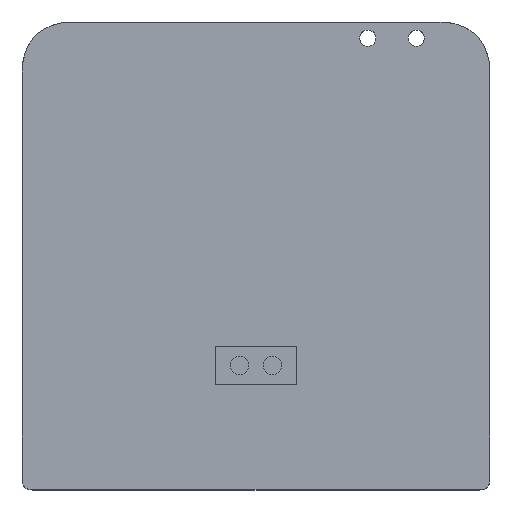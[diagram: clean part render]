
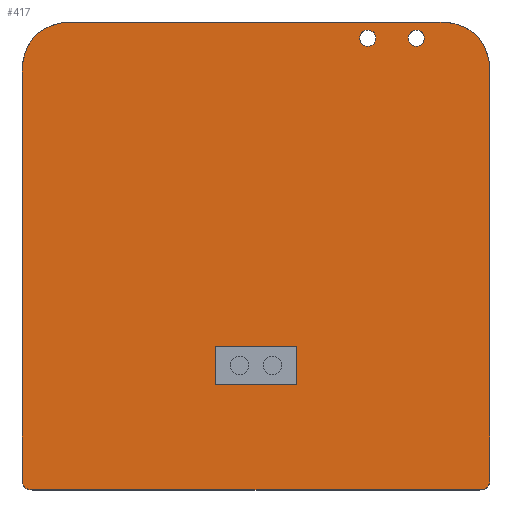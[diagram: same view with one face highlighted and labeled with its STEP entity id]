
A CAD part, top view. The second image highlights one B-rep face of the part: STEP entity #417.
In plain terms, the highlighted planar face has unit normal (0, 0, 1).
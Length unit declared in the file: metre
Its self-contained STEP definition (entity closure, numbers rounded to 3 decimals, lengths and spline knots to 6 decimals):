
#28=B_SPLINE_CURVE_WITH_KNOTS('',3,(#754,#755,#756,#757),.UNSPECIFIED.,
 .F.,.F.,(4,4),(0.,1.),.UNSPECIFIED.);
#29=B_SPLINE_CURVE_WITH_KNOTS('',3,(#758,#759,#760,#761),.UNSPECIFIED.,
 .F.,.F.,(4,4),(0.,1.),.UNSPECIFIED.);
#30=B_SPLINE_CURVE_WITH_KNOTS('',3,(#762,#763,#764,#765,#766,#767,#768,
#769,#770,#771,#772,#773,#774,#775,#776,#777,#778,#779,#780,#781,#782,#783,
#784,#785,#786,#787,#788,#789),.UNSPECIFIED.,.F.,.F.,(4,1,1,1,1,1,1,1,1,
1,1,1,1,1,1,1,1,1,1,1,1,1,1,1,1,4),(0.,0.03125,0.046875,0.0625,0.070313,
0.078125,0.09375,0.125,0.15625,0.1875,0.25,0.28125,0.3125,0.375,0.5,0.625,
0.6875,0.75,0.78125,0.8125,0.84375,0.875,0.890625,0.90625,0.9375,1.),
 .UNSPECIFIED.);
#31=B_SPLINE_CURVE_WITH_KNOTS('',3,(#790,#791,#792,#793,#794,#795,#796,
#797,#798,#799,#800,#801,#802,#803,#804,#805,#806,#807,#808,#809,#810,#811,
#812,#813,#814,#815,#816,#817),.UNSPECIFIED.,.F.,.F.,(4,1,1,1,1,1,1,1,1,
1,1,1,1,1,1,1,1,1,1,1,1,1,1,1,1,4),(0.,0.03125,0.046875,0.0625,0.070313,
0.078125,0.09375,0.125,0.15625,0.1875,0.25,0.28125,0.3125,0.375,0.5,0.625,
0.6875,0.75,0.78125,0.8125,0.84375,0.875,0.890625,0.90625,0.9375,1.),
 .UNSPECIFIED.);
#42=CIRCLE('',#467,0.0015);
#43=CIRCLE('',#468,0.0015);
#100=ORIENTED_EDGE('',*,*,#200,.T.);
#101=ORIENTED_EDGE('',*,*,#201,.T.);
#102=ORIENTED_EDGE('',*,*,#202,.F.);
#103=ORIENTED_EDGE('',*,*,#203,.F.);
#104=ORIENTED_EDGE('',*,*,#204,.F.);
#105=ORIENTED_EDGE('',*,*,#205,.F.);
#106=ORIENTED_EDGE('',*,*,#195,.T.);
#107=ORIENTED_EDGE('',*,*,#206,.T.);
#108=ORIENTED_EDGE('',*,*,#197,.F.);
#109=ORIENTED_EDGE('',*,*,#207,.T.);
#110=ORIENTED_EDGE('',*,*,#188,.F.);
#111=ORIENTED_EDGE('',*,*,#208,.T.);
#112=ORIENTED_EDGE('',*,*,#192,.T.);
#113=ORIENTED_EDGE('',*,*,#209,.T.);
#188=EDGE_CURVE('',#240,#241,#270,.T.);
#192=EDGE_CURVE('',#243,#242,#271,.T.);
#195=EDGE_CURVE('',#245,#244,#272,.T.);
#197=EDGE_CURVE('',#246,#247,#273,.T.);
#200=EDGE_CURVE('',#248,#248,#42,.F.);
#201=EDGE_CURVE('',#249,#249,#43,.F.);
#202=EDGE_CURVE('',#250,#251,#274,.T.);
#203=EDGE_CURVE('',#252,#250,#275,.T.);
#204=EDGE_CURVE('',#253,#252,#276,.T.);
#205=EDGE_CURVE('',#251,#253,#277,.T.);
#206=EDGE_CURVE('',#244,#247,#28,.T.);
#207=EDGE_CURVE('',#246,#241,#29,.T.);
#208=EDGE_CURVE('',#240,#243,#30,.T.);
#209=EDGE_CURVE('',#242,#245,#31,.T.);
#240=VERTEX_POINT('',#695);
#241=VERTEX_POINT('',#696);
#242=VERTEX_POINT('',#710);
#243=VERTEX_POINT('',#712);
#244=VERTEX_POINT('',#722);
#245=VERTEX_POINT('',#724);
#246=VERTEX_POINT('',#731);
#247=VERTEX_POINT('',#732);
#248=VERTEX_POINT('',#743);
#249=VERTEX_POINT('',#745);
#250=VERTEX_POINT('',#747);
#251=VERTEX_POINT('',#748);
#252=VERTEX_POINT('',#750);
#253=VERTEX_POINT('',#752);
#270=LINE('',#694,#298);
#271=LINE('',#711,#299);
#272=LINE('',#723,#300);
#273=LINE('',#730,#301);
#274=LINE('',#746,#302);
#275=LINE('',#749,#303);
#276=LINE('',#751,#304);
#277=LINE('',#753,#305);
#298=VECTOR('',#529,1.);
#299=VECTOR('',#532,1.);
#300=VECTOR('',#535,1.);
#301=VECTOR('',#538,1.);
#302=VECTOR('',#545,1.);
#303=VECTOR('',#546,1.);
#304=VECTOR('',#547,1.);
#305=VECTOR('',#548,1.);
#330=EDGE_LOOP('',(#100));
#331=EDGE_LOOP('',(#101));
#332=EDGE_LOOP('',(#102,#103,#104,#105));
#333=EDGE_LOOP('',(#106,#107,#108,#109,#110,#111,#112,#113));
#368=FACE_BOUND('',#330,.T.);
#369=FACE_BOUND('',#331,.T.);
#370=FACE_BOUND('',#332,.T.);
#371=FACE_BOUND('',#333,.T.);
#397=PLANE('',#466);
#417=ADVANCED_FACE('',(#368,#369,#370,#371),#397,.T.);
#466=AXIS2_PLACEMENT_3D('',#741,#539,#540);
#467=AXIS2_PLACEMENT_3D('',#742,#541,#542);
#468=AXIS2_PLACEMENT_3D('',#744,#543,#544);
#529=DIRECTION('',(0.,-1.,0.));
#532=DIRECTION('',(-1.,0.,0.));
#535=DIRECTION('',(0.,-1.,0.));
#538=DIRECTION('',(-1.,0.,0.));
#539=DIRECTION('',(0.,0.,1.));
#540=DIRECTION('',(1.,0.,0.));
#541=DIRECTION('',(0.,0.,1.));
#542=DIRECTION('',(1.,0.,0.));
#543=DIRECTION('',(0.,0.,1.));
#544=DIRECTION('',(1.,0.,0.));
#545=DIRECTION('',(0.,-1.,0.));
#546=DIRECTION('',(-1.,0.,0.));
#547=DIRECTION('',(0.,1.,0.));
#548=DIRECTION('',(1.,0.,0.));
#694=CARTESIAN_POINT('',(-0.107,0.,0.005));
#695=CARTESIAN_POINT('',(-0.107,0.033,0.005));
#696=CARTESIAN_POINT('',(-0.107,-0.041,0.005));
#710=CARTESIAN_POINT('',(-0.183,0.043,0.005));
#711=CARTESIAN_POINT('',(-0.15,0.043,0.005));
#712=CARTESIAN_POINT('',(-0.117,0.043,0.005));
#722=CARTESIAN_POINT('',(-0.193,-0.041,0.005));
#723=CARTESIAN_POINT('',(-0.193,0.,0.005));
#724=CARTESIAN_POINT('',(-0.193,0.033,0.005));
#730=CARTESIAN_POINT('',(-0.15,-0.043,0.005));
#731=CARTESIAN_POINT('',(-0.109,-0.043,0.005));
#732=CARTESIAN_POINT('',(-0.191,-0.043,0.005));
#741=CARTESIAN_POINT('',(-0.0965,0.,0.005));
#742=CARTESIAN_POINT('',(-0.120542,0.040021,0.005));
#743=CARTESIAN_POINT('',(-0.119042,0.040021,0.005));
#744=CARTESIAN_POINT('',(-0.129458,0.040021,0.005));
#745=CARTESIAN_POINT('',(-0.127958,0.040021,0.005));
#746=CARTESIAN_POINT('',(-0.1575,-0.0201,0.005));
#747=CARTESIAN_POINT('',(-0.1575,-0.0166,0.005));
#748=CARTESIAN_POINT('',(-0.1575,-0.0236,0.005));
#749=CARTESIAN_POINT('',(-0.15,-0.0166,0.005));
#750=CARTESIAN_POINT('',(-0.1425,-0.0166,0.005));
#751=CARTESIAN_POINT('',(-0.1425,-0.0201,0.005));
#752=CARTESIAN_POINT('',(-0.1425,-0.0236,0.005));
#753=CARTESIAN_POINT('',(-0.15,-0.0236,0.005));
#754=CARTESIAN_POINT('',(-0.193,-0.041,0.005));
#755=CARTESIAN_POINT('',(-0.193,-0.042333,0.005));
#756=CARTESIAN_POINT('',(-0.192333,-0.043,0.005));
#757=CARTESIAN_POINT('',(-0.191,-0.043,0.005));
#758=CARTESIAN_POINT('',(-0.109,-0.043,0.005));
#759=CARTESIAN_POINT('',(-0.107667,-0.043,0.005));
#760=CARTESIAN_POINT('',(-0.107,-0.042333,0.005));
#761=CARTESIAN_POINT('',(-0.107,-0.041,0.005));
#762=CARTESIAN_POINT('',(-0.107,0.033,0.005));
#763=CARTESIAN_POINT('',(-0.107,0.03322,0.005));
#764=CARTESIAN_POINT('',(-0.107002,0.033517,0.005));
#765=CARTESIAN_POINT('',(-0.107007,0.033843,0.005));
#766=CARTESIAN_POINT('',(-0.107012,0.034029,0.005));
#767=CARTESIAN_POINT('',(-0.107015,0.034138,0.005));
#768=CARTESIAN_POINT('',(-0.107023,0.03432,0.005));
#769=CARTESIAN_POINT('',(-0.10704,0.034621,0.005));
#770=CARTESIAN_POINT('',(-0.107075,0.035037,0.005));
#771=CARTESIAN_POINT('',(-0.107137,0.035529,0.005));
#772=CARTESIAN_POINT('',(-0.107257,0.036216,0.005));
#773=CARTESIAN_POINT('',(-0.107424,0.036874,0.005));
#774=CARTESIAN_POINT('',(-0.107628,0.03749,0.005));
#775=CARTESIAN_POINT('',(-0.107895,0.038169,0.005));
#776=CARTESIAN_POINT('',(-0.108439,0.039255,0.005));
#777=CARTESIAN_POINT('',(-0.109454,0.040581,0.005));
#778=CARTESIAN_POINT('',(-0.110777,0.041577,0.005));
#779=CARTESIAN_POINT('',(-0.111976,0.042177,0.005));
#780=CARTESIAN_POINT('',(-0.112778,0.042473,0.005));
#781=CARTESIAN_POINT('',(-0.113484,0.042667,0.005));
#782=CARTESIAN_POINT('',(-0.113958,0.042773,0.005));
#783=CARTESIAN_POINT('',(-0.114458,0.04286,0.005));
#784=CARTESIAN_POINT('',(-0.114868,0.042913,0.005));
#785=CARTESIAN_POINT('',(-0.115241,0.042948,0.005));
#786=CARTESIAN_POINT('',(-0.115481,0.042966,0.005));
#787=CARTESIAN_POINT('',(-0.116005,0.042992,0.005));
#788=CARTESIAN_POINT('',(-0.116568,0.043,0.005));
#789=CARTESIAN_POINT('',(-0.117,0.043,0.005));
#790=CARTESIAN_POINT('',(-0.183,0.043,0.005));
#791=CARTESIAN_POINT('',(-0.18322,0.043,0.005));
#792=CARTESIAN_POINT('',(-0.183517,0.042998,0.005));
#793=CARTESIAN_POINT('',(-0.183843,0.042993,0.005));
#794=CARTESIAN_POINT('',(-0.184029,0.042988,0.005));
#795=CARTESIAN_POINT('',(-0.184138,0.042985,0.005));
#796=CARTESIAN_POINT('',(-0.18432,0.042977,0.005));
#797=CARTESIAN_POINT('',(-0.184621,0.04296,0.005));
#798=CARTESIAN_POINT('',(-0.185037,0.042925,0.005));
#799=CARTESIAN_POINT('',(-0.185529,0.042863,0.005));
#800=CARTESIAN_POINT('',(-0.186216,0.042743,0.005));
#801=CARTESIAN_POINT('',(-0.186874,0.042576,0.005));
#802=CARTESIAN_POINT('',(-0.18749,0.042372,0.005));
#803=CARTESIAN_POINT('',(-0.188169,0.042105,0.005));
#804=CARTESIAN_POINT('',(-0.189255,0.041561,0.005));
#805=CARTESIAN_POINT('',(-0.190581,0.040546,0.005));
#806=CARTESIAN_POINT('',(-0.191577,0.039223,0.005));
#807=CARTESIAN_POINT('',(-0.192177,0.038024,0.005));
#808=CARTESIAN_POINT('',(-0.192473,0.037222,0.005));
#809=CARTESIAN_POINT('',(-0.192667,0.036516,0.005));
#810=CARTESIAN_POINT('',(-0.192773,0.036042,0.005));
#811=CARTESIAN_POINT('',(-0.19286,0.035542,0.005));
#812=CARTESIAN_POINT('',(-0.192913,0.035132,0.005));
#813=CARTESIAN_POINT('',(-0.192948,0.034759,0.005));
#814=CARTESIAN_POINT('',(-0.192966,0.034519,0.005));
#815=CARTESIAN_POINT('',(-0.192992,0.033995,0.005));
#816=CARTESIAN_POINT('',(-0.193,0.033432,0.005));
#817=CARTESIAN_POINT('',(-0.193,0.033,0.005));
